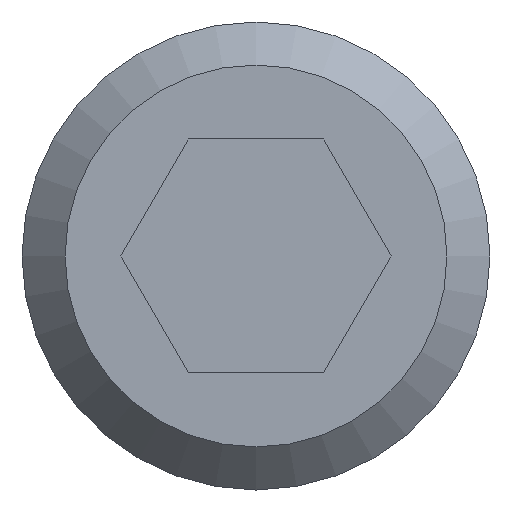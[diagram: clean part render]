
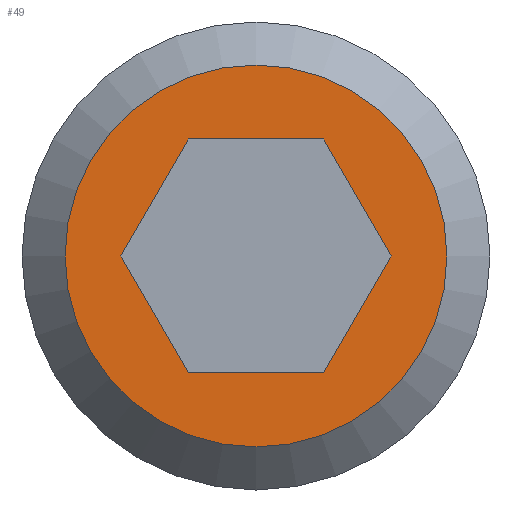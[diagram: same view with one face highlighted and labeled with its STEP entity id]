
A CAD part, left-side view. The second image highlights one B-rep face of the part: STEP entity #49.
In plain terms, the highlighted planar face has unit normal (-1, 0, 0).
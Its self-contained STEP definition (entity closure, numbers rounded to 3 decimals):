
#49 = ADVANCED_FACE( '', ( #100, #101 ), #102, .F. );
#100 = FACE_OUTER_BOUND( '', #152, .T. );
#101 = FACE_BOUND( '', #153, .T. );
#102 = PLANE( '', #154 );
#152 = EDGE_LOOP( '', ( #224 ) );
#153 = EDGE_LOOP( '', ( #225, #226, #227, #228, #229, #230 ) );
#154 = AXIS2_PLACEMENT_3D( '', #231, #232, #233 );
#224 = ORIENTED_EDGE( '', *, *, #301, .F. );
#225 = ORIENTED_EDGE( '', *, *, #283, .T. );
#226 = ORIENTED_EDGE( '', *, *, #302, .T. );
#227 = ORIENTED_EDGE( '', *, *, #303, .T. );
#228 = ORIENTED_EDGE( '', *, *, #298, .T. );
#229 = ORIENTED_EDGE( '', *, *, #294, .T. );
#230 = ORIENTED_EDGE( '', *, *, #304, .T. );
#231 = CARTESIAN_POINT( '', ( 0., 0., 0. ) );
#232 = DIRECTION( '', ( 1., 0., 0. ) );
#233 = DIRECTION( '', ( 0., 0., -1. ) );
#283 = EDGE_CURVE( '', #322, #323, #324, .T. );
#294 = EDGE_CURVE( '', #341, #342, #343, .T. );
#298 = EDGE_CURVE( '', #347, #341, #348, .T. );
#301 = EDGE_CURVE( '', #351, #351, #352, .T. );
#302 = EDGE_CURVE( '', #323, #353, #354, .T. );
#303 = EDGE_CURVE( '', #353, #347, #355, .T. );
#304 = EDGE_CURVE( '', #342, #322, #356, .T. );
#322 = VERTEX_POINT( '', #375 );
#323 = VERTEX_POINT( '', #376 );
#324 = LINE( '', #377, #378 );
#341 = VERTEX_POINT( '', #403 );
#342 = VERTEX_POINT( '', #404 );
#343 = LINE( '', #405, #406 );
#347 = VERTEX_POINT( '', #412 );
#348 = LINE( '', #413, #414 );
#351 = VERTEX_POINT( '', #418 );
#352 = CIRCLE( '', #419, 4.08 );
#353 = VERTEX_POINT( '', #420 );
#354 = LINE( '', #421, #422 );
#355 = LINE( '', #423, #424 );
#356 = LINE( '', #425, #426 );
#375 = CARTESIAN_POINT( '', ( 0., 1.443, 2.5 ) );
#376 = CARTESIAN_POINT( '', ( 0., -1.443, 2.5 ) );
#377 = CARTESIAN_POINT( '', ( 0., 1.443, 2.5 ) );
#378 = VECTOR( '', #446, 1000. );
#403 = CARTESIAN_POINT( '', ( 0., 1.443, -2.5 ) );
#404 = CARTESIAN_POINT( '', ( 0., 2.887, 0. ) );
#405 = CARTESIAN_POINT( '', ( 0., 1.443, -2.5 ) );
#406 = VECTOR( '', #455, 1000. );
#412 = CARTESIAN_POINT( '', ( 0., -1.443, -2.5 ) );
#413 = CARTESIAN_POINT( '', ( 0., -1.443, -2.5 ) );
#414 = VECTOR( '', #458, 1000. );
#418 = CARTESIAN_POINT( '', ( 0., 0., -4.08 ) );
#419 = AXIS2_PLACEMENT_3D( '', #460, #461, #462 );
#420 = CARTESIAN_POINT( '', ( 0., -2.887, 0. ) );
#421 = CARTESIAN_POINT( '', ( 0., -1.443, 2.5 ) );
#422 = VECTOR( '', #463, 1000. );
#423 = CARTESIAN_POINT( '', ( 0., -2.887, 0. ) );
#424 = VECTOR( '', #464, 1000. );
#425 = CARTESIAN_POINT( '', ( 0., 2.887, 0. ) );
#426 = VECTOR( '', #465, 1000. );
#446 = DIRECTION( '', ( 0., -1., 0. ) );
#455 = DIRECTION( '', ( 0., 0.5, 0.866 ) );
#458 = DIRECTION( '', ( 0., 1., 0. ) );
#460 = CARTESIAN_POINT( '', ( 0., 0., 0. ) );
#461 = DIRECTION( '', ( 1., 0., 0. ) );
#462 = DIRECTION( '', ( 0., 0., -1. ) );
#463 = DIRECTION( '', ( 0., -0.5, -0.866 ) );
#464 = DIRECTION( '', ( 0., 0.5, -0.866 ) );
#465 = DIRECTION( '', ( 0., -0.5, 0.866 ) );
